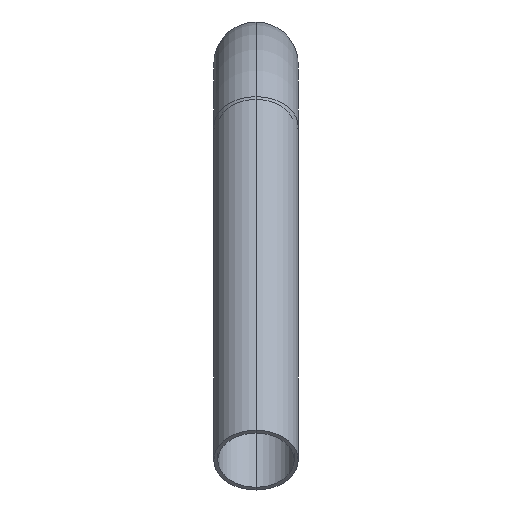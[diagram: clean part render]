
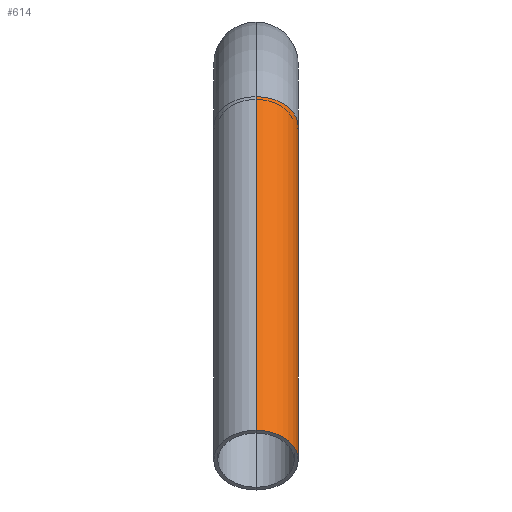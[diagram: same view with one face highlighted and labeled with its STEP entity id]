
A CAD part, front view. The second image highlights one B-rep face of the part: STEP entity #614.
In plain terms, the highlighted cylindrical face has radius 30.15 mm (diameter 60.3 mm), a partial arc.
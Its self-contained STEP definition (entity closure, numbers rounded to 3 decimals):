
#7 = LINE ( 'NONE', #353, #190 ) ;
#56 = DIRECTION ( 'NONE',  ( 0., -0.707, -0.707 ) ) ;
#66 = DIRECTION ( 'NONE',  ( 0., -0.707, 0.707 ) ) ;
#72 = VERTEX_POINT ( 'NONE', #523 ) ;
#83 = AXIS2_PLACEMENT_3D ( 'NONE', #385, #588, #536 ) ;
#98 = AXIS2_PLACEMENT_3D ( 'NONE', #200, #56, #512 ) ;
#108 = CYLINDRICAL_SURFACE ( 'NONE', #98, 30.15 ) ;
#115 = CARTESIAN_POINT ( 'NONE',  ( 0., -204.162, -586.523 ) ) ;
#122 = EDGE_CURVE ( 'NONE', #362, #283, #393, .T. ) ;
#127 = ORIENTED_EDGE ( 'NONE', *, *, #122, .T. ) ;
#149 = AXIS2_PLACEMENT_3D ( 'NONE', #363, #610, #66 ) ;
#163 = DIRECTION ( 'NONE',  ( 0., -0.707, -0.707 ) ) ;
#190 = VECTOR ( 'NONE', #163, 1000. ) ;
#200 = CARTESIAN_POINT ( 'NONE',  ( 0., 55.48, -369.52 ) ) ;
#242 = ORIENTED_EDGE ( 'NONE', *, *, #272, .F. ) ;
#270 = CIRCLE ( 'NONE', #149, 30.15 ) ;
#272 = EDGE_CURVE ( 'NONE', #72, #311, #7, .T. ) ;
#283 = VERTEX_POINT ( 'NONE', #115 ) ;
#296 = CARTESIAN_POINT ( 'NONE',  ( 0., 34.161, -348.2 ) ) ;
#311 = VERTEX_POINT ( 'NONE', #453 ) ;
#353 = CARTESIAN_POINT ( 'NONE',  ( 0., 76.8, -390.839 ) ) ;
#356 = VECTOR ( 'NONE', #545, 1000. ) ;
#360 = FACE_OUTER_BOUND ( 'NONE', #551, .T. ) ;
#362 = VERTEX_POINT ( 'NONE', #449 ) ;
#363 = CARTESIAN_POINT ( 'NONE',  ( 0., 55.48, -369.52 ) ) ;
#385 = CARTESIAN_POINT ( 'NONE',  ( 0., -182.843, -607.843 ) ) ;
#393 = LINE ( 'NONE', #296, #356 ) ;
#449 = CARTESIAN_POINT ( 'NONE',  ( 0., 34.161, -348.2 ) ) ;
#453 = CARTESIAN_POINT ( 'NONE',  ( 0., -161.523, -629.162 ) ) ;
#493 = EDGE_CURVE ( 'NONE', #283, #311, #504, .T. ) ;
#504 = CIRCLE ( 'NONE', #83, 30.15 ) ;
#512 = DIRECTION ( 'NONE',  ( 0., 0.707, -0.707 ) ) ;
#523 = CARTESIAN_POINT ( 'NONE',  ( 0., 76.8, -390.839 ) ) ;
#533 = EDGE_CURVE ( 'NONE', #362, #72, #270, .T. ) ;
#536 = DIRECTION ( 'NONE',  ( 0., -0.707, 0.707 ) ) ;
#543 = ORIENTED_EDGE ( 'NONE', *, *, #493, .T. ) ;
#545 = DIRECTION ( 'NONE',  ( 0., -0.707, -0.707 ) ) ;
#551 = EDGE_LOOP ( 'NONE', ( #583, #127, #543, #242 ) ) ;
#583 = ORIENTED_EDGE ( 'NONE', *, *, #533, .F. ) ;
#588 = DIRECTION ( 'NONE',  ( 0., 0.707, 0.707 ) ) ;
#610 = DIRECTION ( 'NONE',  ( 0., 0.707, 0.707 ) ) ;
#614 = ADVANCED_FACE ( 'NONE', ( #360 ), #108, .T. ) ;
